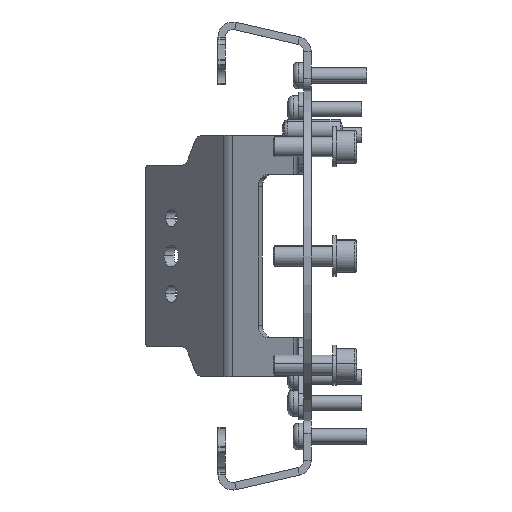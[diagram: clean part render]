
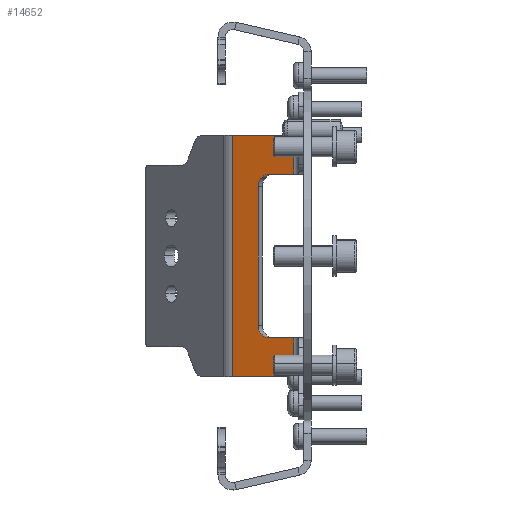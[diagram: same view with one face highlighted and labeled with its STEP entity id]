
A CAD part, front view. The second image highlights one B-rep face of the part: STEP entity #14652.
In plain terms, the highlighted planar face has unit normal (-0.342, -0.94, 0).
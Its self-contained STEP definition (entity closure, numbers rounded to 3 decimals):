
#30 = CARTESIAN_POINT ( 'NONE',  ( 1511.629, 79.139, 1572.5 ) ) ;
#229 = EDGE_CURVE ( 'NONE', #2090, #22657, #4011, .T. ) ;
#384 = DIRECTION ( 'NONE',  ( 0.94, -0.342, 0. ) ) ;
#931 = VECTOR ( 'NONE', #2052, 1000. ) ;
#1019 = ORIENTED_EDGE ( 'NONE', *, *, #17232, .T. ) ;
#1357 = DIRECTION ( 'NONE',  ( -0.94, 0.342, 0. ) ) ;
#1552 = DIRECTION ( 'NONE',  ( 0., 0., 1. ) ) ;
#1628 = VECTOR ( 'NONE', #1357, 1000. ) ;
#2052 = DIRECTION ( 'NONE',  ( 0., 0., 1. ) ) ;
#2090 = VERTEX_POINT ( 'NONE', #20395 ) ;
#2207 = CARTESIAN_POINT ( 'NONE',  ( 1523., 75., 1497.1 ) ) ;
#2423 = ORIENTED_EDGE ( 'NONE', *, *, #4778, .T. ) ;
#2810 = FACE_OUTER_BOUND ( 'NONE', #8942, .T. ) ;
#2884 = VECTOR ( 'NONE', #16809, 1000. ) ;
#2907 = CARTESIAN_POINT ( 'NONE',  ( 1511.629, 79.139, 1577.5 ) ) ;
#2926 = ORIENTED_EDGE ( 'NONE', *, *, #18553, .T. ) ;
#4011 = LINE ( 'NONE', #2207, #2884 ) ;
#4154 = CARTESIAN_POINT ( 'NONE',  ( 1521.026, 75.718, 1577.5 ) ) ;
#4382 = CARTESIAN_POINT ( 'NONE',  ( 1523., 75., 1480. ) ) ;
#4390 = VECTOR ( 'NONE', #4815, 1000. ) ;
#4514 = EDGE_CURVE ( 'NONE', #10405, #16637, #16486, .T. ) ;
#4757 = ORIENTED_EDGE ( 'NONE', *, *, #4514, .T. ) ;
#4778 = EDGE_CURVE ( 'NONE', #9182, #13891, #22311, .T. ) ;
#4815 = DIRECTION ( 'NONE',  ( 0., 0., 1. ) ) ;
#6506 = LINE ( 'NONE', #11709, #18844 ) ;
#6593 = DIRECTION ( 'NONE',  ( 0.94, -0.342, 0. ) ) ;
#7148 = EDGE_CURVE ( 'NONE', #15705, #12535, #8660, .T. ) ;
#7316 = CARTESIAN_POINT ( 'NONE',  ( 1521.026, 75.718, 1497.1 ) ) ;
#7840 = CARTESIAN_POINT ( 'NONE',  ( 1511.629, 79.139, 1512.5 ) ) ;
#8440 = VERTEX_POINT ( 'NONE', #22645 ) ;
#8660 = LINE ( 'NONE', #14355, #1628 ) ;
#8786 = EDGE_CURVE ( 'NONE', #8440, #10405, #18471, .T. ) ;
#8942 = EDGE_LOOP ( 'NONE', ( #12192, #16273, #10006, #1019, #19346, #18312, #12794, #4757, #2926, #2423 ) ) ;
#9095 = AXIS2_PLACEMENT_3D ( 'NONE', #30, #14993, #384 ) ;
#9182 = VERTEX_POINT ( 'NONE', #4154 ) ;
#10006 = ORIENTED_EDGE ( 'NONE', *, *, #229, .T. ) ;
#10405 = VERTEX_POINT ( 'NONE', #21650 ) ;
#10639 = EDGE_CURVE ( 'NONE', #13891, #16095, #6506, .T. ) ;
#10905 = CARTESIAN_POINT ( 'NONE',  ( 1496.783, 84.542, 1480. ) ) ;
#10945 = VECTOR ( 'NONE', #18588, 1000. ) ;
#11143 = CARTESIAN_POINT ( 'NONE',  ( 1506.931, 80.849, 1480. ) ) ;
#11709 = CARTESIAN_POINT ( 'NONE',  ( 1523., 75., 1592.9 ) ) ;
#11750 = AXIS2_PLACEMENT_3D ( 'NONE', #15699, #15816, #19476 ) ;
#11824 = DIRECTION ( 'NONE',  ( 0.94, -0.342, 0. ) ) ;
#11845 = DIRECTION ( 'NONE',  ( -0.94, 0.342, 0. ) ) ;
#12192 = ORIENTED_EDGE ( 'NONE', *, *, #10639, .T. ) ;
#12535 = VERTEX_POINT ( 'NONE', #7840 ) ;
#12794 = ORIENTED_EDGE ( 'NONE', *, *, #8786, .T. ) ;
#13891 = VERTEX_POINT ( 'NONE', #15843 ) ;
#14355 = CARTESIAN_POINT ( 'NONE',  ( 1523., 75., 1512.5 ) ) ;
#14375 = AXIS2_PLACEMENT_3D ( 'NONE', #4382, #19640, #11824 ) ;
#14652 = ADVANCED_FACE ( 'NONE', ( #2810 ), #21112, .F. ) ;
#14993 = DIRECTION ( 'NONE',  ( 0.342, 0.94, 0. ) ) ;
#15699 = CARTESIAN_POINT ( 'NONE',  ( 1511.629, 79.139, 1517.5 ) ) ;
#15705 = VERTEX_POINT ( 'NONE', #16289 ) ;
#15816 = DIRECTION ( 'NONE',  ( 0.342, 0.94, 0. ) ) ;
#15840 = LINE ( 'NONE', #23291, #21161 ) ;
#15843 = CARTESIAN_POINT ( 'NONE',  ( 1521.026, 75.718, 1592.9 ) ) ;
#16095 = VERTEX_POINT ( 'NONE', #20141 ) ;
#16273 = ORIENTED_EDGE ( 'NONE', *, *, #23957, .F. ) ;
#16289 = CARTESIAN_POINT ( 'NONE',  ( 1521.026, 75.718, 1512.5 ) ) ;
#16486 = CIRCLE ( 'NONE', #9095, 5. ) ;
#16549 = VECTOR ( 'NONE', #1552, 1000. ) ;
#16637 = VERTEX_POINT ( 'NONE', #2907 ) ;
#16642 = LINE ( 'NONE', #10905, #16549 ) ;
#16725 = EDGE_CURVE ( 'NONE', #12535, #8440, #21530, .T. ) ;
#16809 = DIRECTION ( 'NONE',  ( 0.94, -0.342, 0. ) ) ;
#17232 = EDGE_CURVE ( 'NONE', #22657, #15705, #21776, .T. ) ;
#18312 = ORIENTED_EDGE ( 'NONE', *, *, #16725, .T. ) ;
#18471 = LINE ( 'NONE', #11143, #10945 ) ;
#18553 = EDGE_CURVE ( 'NONE', #16637, #9182, #15840, .T. ) ;
#18588 = DIRECTION ( 'NONE',  ( 0., 0., 1. ) ) ;
#18743 = CARTESIAN_POINT ( 'NONE',  ( 1521.026, 75.718, 1480. ) ) ;
#18844 = VECTOR ( 'NONE', #11845, 1000. ) ;
#19346 = ORIENTED_EDGE ( 'NONE', *, *, #7148, .T. ) ;
#19476 = DIRECTION ( 'NONE',  ( 0.94, -0.342, 0. ) ) ;
#19575 = CARTESIAN_POINT ( 'NONE',  ( 1521.026, 75.718, 1480. ) ) ;
#19640 = DIRECTION ( 'NONE',  ( 0.342, 0.94, 0. ) ) ;
#20141 = CARTESIAN_POINT ( 'NONE',  ( 1496.783, 84.542, 1592.9 ) ) ;
#20395 = CARTESIAN_POINT ( 'NONE',  ( 1496.783, 84.542, 1497.1 ) ) ;
#21112 = PLANE ( 'NONE',  #14375 ) ;
#21161 = VECTOR ( 'NONE', #6593, 1000. ) ;
#21530 = CIRCLE ( 'NONE', #11750, 5. ) ;
#21650 = CARTESIAN_POINT ( 'NONE',  ( 1506.931, 80.849, 1572.5 ) ) ;
#21776 = LINE ( 'NONE', #19575, #4390 ) ;
#22311 = LINE ( 'NONE', #18743, #931 ) ;
#22645 = CARTESIAN_POINT ( 'NONE',  ( 1506.931, 80.849, 1517.5 ) ) ;
#22657 = VERTEX_POINT ( 'NONE', #7316 ) ;
#23291 = CARTESIAN_POINT ( 'NONE',  ( 1523., 75., 1577.5 ) ) ;
#23957 = EDGE_CURVE ( 'NONE', #2090, #16095, #16642, .T. ) ;
